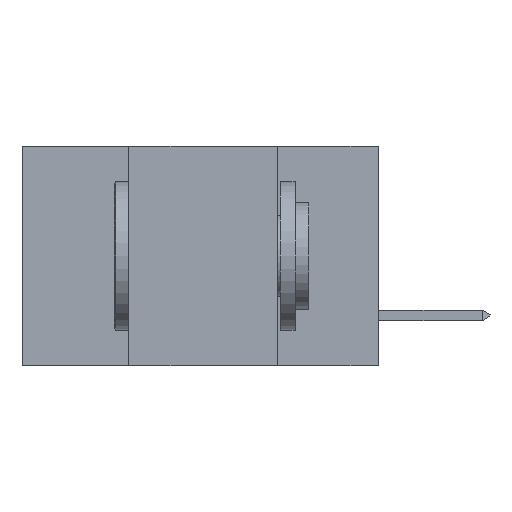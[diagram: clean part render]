
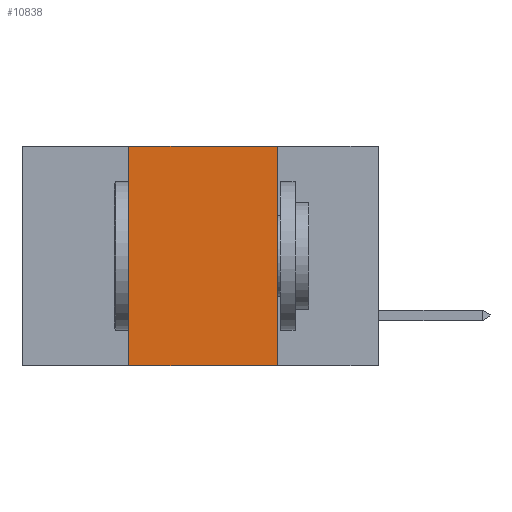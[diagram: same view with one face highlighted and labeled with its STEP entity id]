
A CAD part, left-side view. The second image highlights one B-rep face of the part: STEP entity #10838.
In plain terms, the highlighted planar face has unit normal (-1, 0, 0).
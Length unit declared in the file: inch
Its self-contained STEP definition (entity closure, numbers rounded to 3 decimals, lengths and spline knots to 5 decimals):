
#266 = VERTEX_POINT ( 'NONE', #19237 ) ;
#867 = CARTESIAN_POINT ( 'NONE',  ( 0., 0.6, 0. ) ) ;
#1137 = VERTEX_POINT ( 'NONE', #14965 ) ;
#1379 = VECTOR ( 'NONE', #22887, 39.37008 ) ;
#2621 = ORIENTED_EDGE ( 'NONE', *, *, #12327, .F. ) ;
#3219 = DIRECTION ( 'NONE',  ( 1., 0., 0. ) ) ;
#3825 = VERTEX_POINT ( 'NONE', #29821 ) ;
#4096 = DIRECTION ( 'NONE',  ( 0., 0., -1. ) ) ;
#4324 = ORIENTED_EDGE ( 'NONE', *, *, #22070, .F. ) ;
#6033 = ORIENTED_EDGE ( 'NONE', *, *, #15791, .T. ) ;
#6169 = CARTESIAN_POINT ( 'NONE',  ( 0., 0.6, -0.37 ) ) ;
#6827 = CARTESIAN_POINT ( 'NONE',  ( 0., 0.17, 0. ) ) ;
#8529 = DIRECTION ( 'NONE',  ( 0., -1., 0. ) ) ;
#8762 = CARTESIAN_POINT ( 'NONE',  ( 0., 0.17, 0. ) ) ;
#10838 = ADVANCED_FACE ( 'NONE', ( #27012 ), #21864, .F. ) ;
#11041 = AXIS2_PLACEMENT_3D ( 'NONE', #867, #3219, #19624 ) ;
#11117 = VECTOR ( 'NONE', #12864, 39.37008 ) ;
#12082 = LINE ( 'NONE', #8762, #30007 ) ;
#12327 = EDGE_CURVE ( 'NONE', #3825, #20383, #14556, .T. ) ;
#12864 = DIRECTION ( 'NONE',  ( 0., 0., 1. ) ) ;
#13999 = VECTOR ( 'NONE', #8529, 39.37008 ) ;
#14556 = LINE ( 'NONE', #15841, #1379 ) ;
#14965 = CARTESIAN_POINT ( 'NONE',  ( 0., 0.17, -0.37 ) ) ;
#15762 = ORIENTED_EDGE ( 'NONE', *, *, #23614, .F. ) ;
#15791 = EDGE_CURVE ( 'NONE', #266, #1137, #27147, .T. ) ;
#15841 = CARTESIAN_POINT ( 'NONE',  ( 0., 0.6, 0. ) ) ;
#19237 = CARTESIAN_POINT ( 'NONE',  ( 0., 0.42, -0.37 ) ) ;
#19624 = DIRECTION ( 'NONE',  ( 0., 0., -1. ) ) ;
#20383 = VERTEX_POINT ( 'NONE', #6827 ) ;
#21864 = PLANE ( 'NONE',  #11041 ) ;
#22070 = EDGE_CURVE ( 'NONE', #266, #3825, #29051, .T. ) ;
#22887 = DIRECTION ( 'NONE',  ( 0., -1., 0. ) ) ;
#23614 = EDGE_CURVE ( 'NONE', #20383, #1137, #12082, .T. ) ;
#26880 = CARTESIAN_POINT ( 'NONE',  ( 0., 0.42, 0. ) ) ;
#27012 = FACE_OUTER_BOUND ( 'NONE', #28346, .T. ) ;
#27147 = LINE ( 'NONE', #6169, #13999 ) ;
#28346 = EDGE_LOOP ( 'NONE', ( #15762, #2621, #4324, #6033 ) ) ;
#29051 = LINE ( 'NONE', #26880, #11117 ) ;
#29821 = CARTESIAN_POINT ( 'NONE',  ( 0., 0.42, 0. ) ) ;
#30007 = VECTOR ( 'NONE', #4096, 39.37008 ) ;
